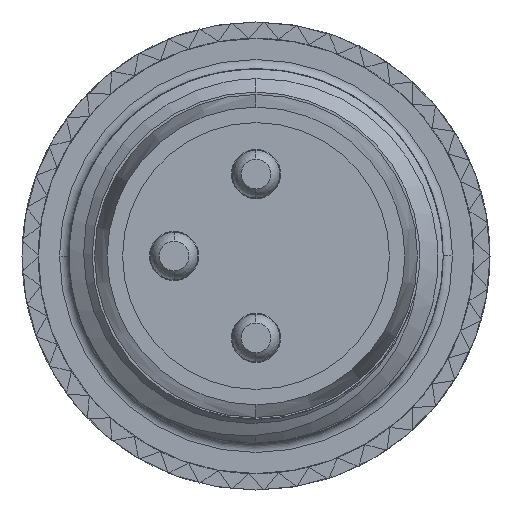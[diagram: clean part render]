
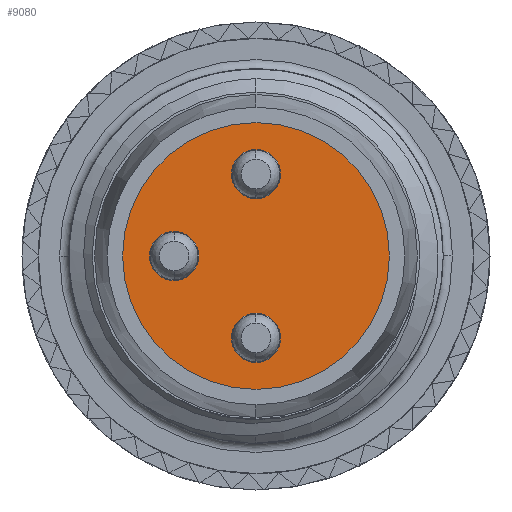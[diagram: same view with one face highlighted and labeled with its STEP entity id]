
A CAD part, left-side view. The second image highlights one B-rep face of the part: STEP entity #9080.
In plain terms, the highlighted planar face has unit normal (-1, 0, 0).
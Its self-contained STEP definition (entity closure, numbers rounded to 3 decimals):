
#58=CARTESIAN_POINT('',(0.,0.,0.));
#59=DIRECTION('',(-1.,0.,0.));
#60=DIRECTION('',(0.,0.,1.));
#61=AXIS2_PLACEMENT_3D('',#58,#59,#60);
#63=CARTESIAN_POINT('',(0.,0.,0.));
#64=DIRECTION('',(1.,0.,0.));
#65=DIRECTION('',(0.,0.,1.));
#66=AXIS2_PLACEMENT_3D('',#63,#64,#65);
#68=CARTESIAN_POINT('',(0.,0.,1.75));
#69=DIRECTION('',(1.,0.,0.));
#70=DIRECTION('',(0.,-1.,0.));
#71=AXIS2_PLACEMENT_3D('',#68,#69,#70);
#73=CARTESIAN_POINT('',(0.,0.,1.75));
#74=DIRECTION('',(1.,0.,0.));
#75=DIRECTION('',(0.,1.,0.));
#76=AXIS2_PLACEMENT_3D('',#73,#74,#75);
#78=CARTESIAN_POINT('',(0.,1.75,0.));
#79=DIRECTION('',(1.,0.,0.));
#80=DIRECTION('',(0.,-1.,0.));
#81=AXIS2_PLACEMENT_3D('',#78,#79,#80);
#83=CARTESIAN_POINT('',(0.,1.75,0.));
#84=DIRECTION('',(1.,0.,0.));
#85=DIRECTION('',(0.,1.,0.));
#86=AXIS2_PLACEMENT_3D('',#83,#84,#85);
#88=CARTESIAN_POINT('',(0.,0.,-1.75));
#89=DIRECTION('',(1.,0.,0.));
#90=DIRECTION('',(0.,-1.,0.));
#91=AXIS2_PLACEMENT_3D('',#88,#89,#90);
#93=CARTESIAN_POINT('',(0.,0.,-1.75));
#94=DIRECTION('',(1.,0.,0.));
#95=DIRECTION('',(0.,1.,0.));
#96=AXIS2_PLACEMENT_3D('',#93,#94,#95);
#7773=CARTESIAN_POINT('',(0.,0.,2.85));
#7775=VERTEX_POINT('',#7773);
#7781=CARTESIAN_POINT('',(0.,0.,-2.85));
#7783=VERTEX_POINT('',#7781);
#7788=CARTESIAN_POINT('',(0.,-0.525,1.75));
#7789=CARTESIAN_POINT('',(0.,0.525,1.75));
#7790=VERTEX_POINT('',#7788);
#7791=VERTEX_POINT('',#7789);
#7792=CARTESIAN_POINT('',(0.,1.225,0.));
#7793=CARTESIAN_POINT('',(0.,2.275,0.));
#7794=VERTEX_POINT('',#7792);
#7795=VERTEX_POINT('',#7793);
#7800=CARTESIAN_POINT('',(0.,-0.525,-1.75));
#7801=CARTESIAN_POINT('',(0.,0.525,-1.75));
#7802=VERTEX_POINT('',#7800);
#7803=VERTEX_POINT('',#7801);
#9053=CARTESIAN_POINT('',(0.,0.,0.));
#9054=DIRECTION('',(1.,0.,0.));
#9055=DIRECTION('',(0.,0.,-1.));
#9056=AXIS2_PLACEMENT_3D('',#9053,#9054,#9055);
#9057=PLANE('',#9056);
#9058=ORIENTED_EDGE('',*,*,#9033,.F.);
#9059=ORIENTED_EDGE('',*,*,#9010,.T.);
#9060=EDGE_LOOP('',(#9058,#9059));
#9061=FACE_OUTER_BOUND('',#9060,.F.);
#9063=ORIENTED_EDGE('',*,*,#9062,.F.);
#9065=ORIENTED_EDGE('',*,*,#9064,.F.);
#9066=EDGE_LOOP('',(#9063,#9065));
#9067=FACE_BOUND('',#9066,.F.);
#9069=ORIENTED_EDGE('',*,*,#9068,.F.);
#9071=ORIENTED_EDGE('',*,*,#9070,.F.);
#9072=EDGE_LOOP('',(#9069,#9071));
#9073=FACE_BOUND('',#9072,.F.);
#9075=ORIENTED_EDGE('',*,*,#9074,.F.);
#9077=ORIENTED_EDGE('',*,*,#9076,.F.);
#9078=EDGE_LOOP('',(#9075,#9077));
#9079=FACE_BOUND('',#9078,.F.);
#9080=ADVANCED_FACE('',(#9061,#9067,#9073,#9079),#9057,.F.);
#62=CIRCLE('',#61,2.85);
#67=CIRCLE('',#66,2.85);
#72=CIRCLE('',#71,0.525);
#77=CIRCLE('',#76,0.525);
#82=CIRCLE('',#81,0.525);
#87=CIRCLE('',#86,0.525);
#92=CIRCLE('',#91,0.525);
#97=CIRCLE('',#96,0.525);
#9010=EDGE_CURVE('',#7775,#7783,#67,.T.);
#9033=EDGE_CURVE('',#7775,#7783,#62,.T.);
#9062=EDGE_CURVE('',#7790,#7791,#72,.T.);
#9064=EDGE_CURVE('',#7791,#7790,#77,.T.);
#9068=EDGE_CURVE('',#7794,#7795,#82,.T.);
#9070=EDGE_CURVE('',#7795,#7794,#87,.T.);
#9074=EDGE_CURVE('',#7802,#7803,#92,.T.);
#9076=EDGE_CURVE('',#7803,#7802,#97,.T.);
